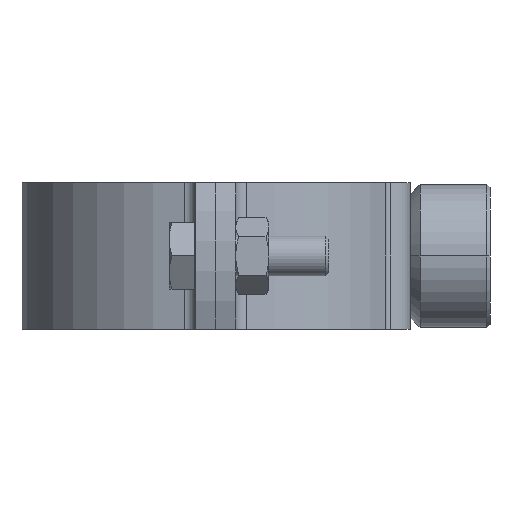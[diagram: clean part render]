
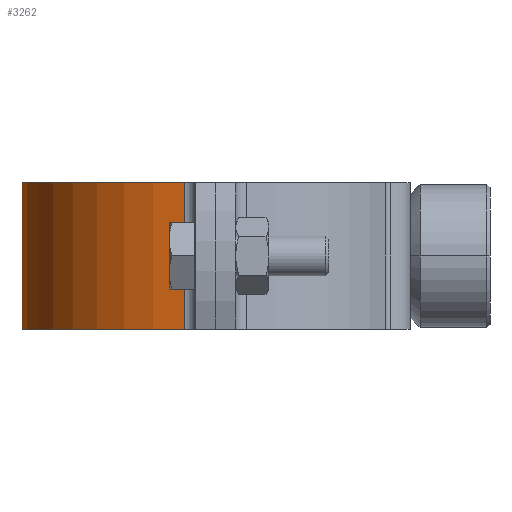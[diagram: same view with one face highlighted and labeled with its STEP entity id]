
A CAD part, left-side view. The second image highlights one B-rep face of the part: STEP entity #3262.
In plain terms, the highlighted cylindrical face has radius 29.2 mm (diameter 58.4 mm), a partial arc.
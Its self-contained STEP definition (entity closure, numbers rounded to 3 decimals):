
#314 = FACE_OUTER_BOUND ( 'NONE', #7014, .T. ) ;
#889 = DIRECTION ( 'NONE',  ( 1., 0., 0. ) ) ;
#922 = DIRECTION ( 'NONE',  ( 0., 0., -1. ) ) ;
#1159 = VERTEX_POINT ( 'NONE', #1918 ) ;
#1438 = DIRECTION ( 'NONE',  ( 0., 0., -1. ) ) ;
#1638 = VERTEX_POINT ( 'NONE', #6230 ) ;
#1883 = CYLINDRICAL_SURFACE ( 'NONE', #4823, 29.2 ) ;
#1918 = CARTESIAN_POINT ( 'NONE',  ( -28.823, 4.679, -11. ) ) ;
#1924 = CARTESIAN_POINT ( 'NONE',  ( 0., 0., 11. ) ) ;
#2080 = AXIS2_PLACEMENT_3D ( 'NONE', #2878, #5155, #2952 ) ;
#2446 = ORIENTED_EDGE ( 'NONE', *, *, #4339, .T. ) ;
#2448 = CARTESIAN_POINT ( 'NONE',  ( 28.823, 4.679, 11. ) ) ;
#2500 = DIRECTION ( 'NONE',  ( -1., 0., 0. ) ) ;
#2510 = DIRECTION ( 'NONE',  ( 0., 0., -1. ) ) ;
#2559 = EDGE_CURVE ( 'NONE', #4772, #5310, #6094, .T. ) ;
#2622 = CARTESIAN_POINT ( 'NONE',  ( -28.823, 4.679, 11. ) ) ;
#2643 = CIRCLE ( 'NONE', #2080, 29.2 ) ;
#2878 = CARTESIAN_POINT ( 'NONE',  ( 0., 0., -11. ) ) ;
#2952 = DIRECTION ( 'NONE',  ( -1., 0., 0. ) ) ;
#3108 = VECTOR ( 'NONE', #2510, 1000. ) ;
#3262 = ADVANCED_FACE ( 'NONE', ( #314 ), #1883, .T. ) ;
#3314 = EDGE_CURVE ( 'NONE', #4772, #1638, #4148, .T. ) ;
#3348 = ORIENTED_EDGE ( 'NONE', *, *, #2559, .F. ) ;
#3889 = VECTOR ( 'NONE', #922, 1000. ) ;
#3911 = ORIENTED_EDGE ( 'NONE', *, *, #3314, .T. ) ;
#4148 = LINE ( 'NONE', #2448, #3889 ) ;
#4339 = EDGE_CURVE ( 'NONE', #1638, #1159, #2643, .T. ) ;
#4672 = CARTESIAN_POINT ( 'NONE',  ( 28.823, 4.679, 11. ) ) ;
#4761 = EDGE_CURVE ( 'NONE', #5310, #1159, #5220, .T. ) ;
#4772 = VERTEX_POINT ( 'NONE', #4672 ) ;
#4823 = AXIS2_PLACEMENT_3D ( 'NONE', #1924, #1438, #889 ) ;
#4834 = CARTESIAN_POINT ( 'NONE',  ( 0., 0., 11. ) ) ;
#5088 = ORIENTED_EDGE ( 'NONE', *, *, #4761, .F. ) ;
#5155 = DIRECTION ( 'NONE',  ( 0., 0., 1. ) ) ;
#5220 = LINE ( 'NONE', #5291, #3108 ) ;
#5291 = CARTESIAN_POINT ( 'NONE',  ( -28.823, 4.679, 11. ) ) ;
#5310 = VERTEX_POINT ( 'NONE', #2622 ) ;
#6094 = CIRCLE ( 'NONE', #6213, 29.2 ) ;
#6213 = AXIS2_PLACEMENT_3D ( 'NONE', #4834, #7055, #2500 ) ;
#6230 = CARTESIAN_POINT ( 'NONE',  ( 28.823, 4.679, -11. ) ) ;
#7014 = EDGE_LOOP ( 'NONE', ( #2446, #5088, #3348, #3911 ) ) ;
#7055 = DIRECTION ( 'NONE',  ( 0., 0., 1. ) ) ;
